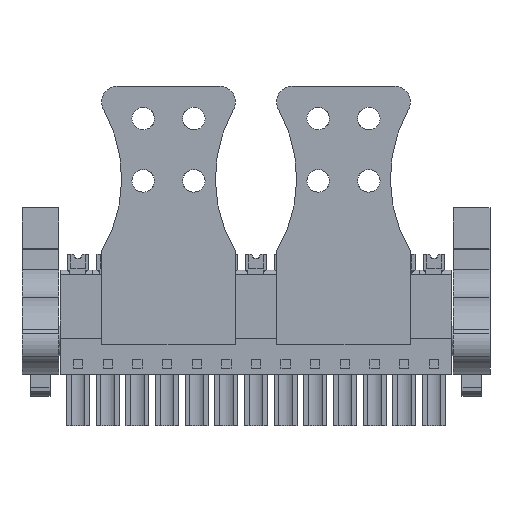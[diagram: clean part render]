
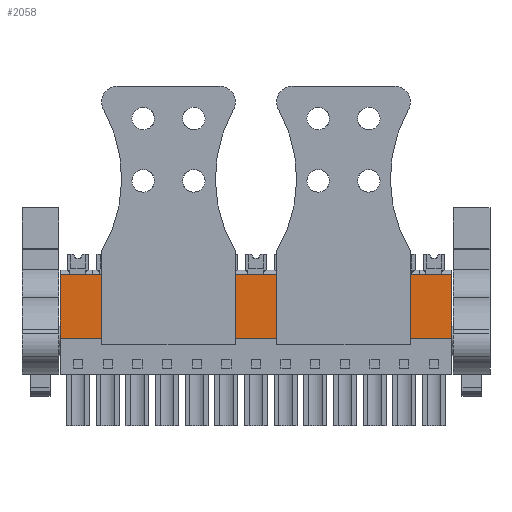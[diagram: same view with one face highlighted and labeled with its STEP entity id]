
A CAD part, front view. The second image highlights one B-rep face of the part: STEP entity #2058.
In plain terms, the highlighted planar face has unit normal (0, -1, 0).
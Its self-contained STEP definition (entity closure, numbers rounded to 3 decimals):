
#2038=AXIS2_PLACEMENT_3D('Plane Axis2P3D',#2035,#2036,#2037) ;
#77=CARTESIAN_POINT('Vertex',(4.9,2.029,11.25)) ;
#80=CARTESIAN_POINT('Line Origine',(4.9,2.029,15.325)) ;
#84=CARTESIAN_POINT('Vertex',(4.9,2.029,19.4)) ;
#2020=CARTESIAN_POINT('Vertex',(55.22,2.029,11.25)) ;
#2023=CARTESIAN_POINT('Line Origine',(30.06,2.029,11.25)) ;
#2035=CARTESIAN_POINT('Axis2P3D Location',(23.85,2.029,19.4)) ;
#2040=CARTESIAN_POINT('Line Origine',(55.22,2.029,15.325)) ;
#2044=CARTESIAN_POINT('Vertex',(55.22,2.029,19.4)) ;
#2047=CARTESIAN_POINT('Line Origine',(30.06,2.029,19.4)) ;
#81=DIRECTION('Vector Direction',(0.,0.,1.)) ;
#2024=DIRECTION('Vector Direction',(1.,0.,0.)) ;
#2036=DIRECTION('Axis2P3D Direction',(0.,-1.,0.)) ;
#2037=DIRECTION('Axis2P3D XDirection',(0.,0.,-1.)) ;
#2041=DIRECTION('Vector Direction',(0.,0.,-1.)) ;
#2048=DIRECTION('Vector Direction',(1.,0.,0.)) ;
#82=VECTOR('Line Direction',#81,1.) ;
#2025=VECTOR('Line Direction',#2024,1.) ;
#2042=VECTOR('Line Direction',#2041,1.) ;
#2049=VECTOR('Line Direction',#2048,1.) ;
#2053=ORIENTED_EDGE('',*,*,#2027,.T.) ;
#2054=ORIENTED_EDGE('',*,*,#2046,.F.) ;
#2055=ORIENTED_EDGE('',*,*,#2051,.F.) ;
#2056=ORIENTED_EDGE('',*,*,#86,.F.) ;
#2058=ADVANCED_FACE('HOUSING',(#2057),#2039,.T.) ;
#86=EDGE_CURVE('',#78,#85,#83,.T.) ;
#2027=EDGE_CURVE('',#78,#2021,#2026,.T.) ;
#2046=EDGE_CURVE('',#2045,#2021,#2043,.T.) ;
#2051=EDGE_CURVE('',#85,#2045,#2050,.T.) ;
#2052=EDGE_LOOP('',(#2053,#2054,#2055,#2056)) ;
#2057=FACE_OUTER_BOUND('',#2052,.T.) ;
#83=LINE('Line',#80,#82) ;
#2026=LINE('Line',#2023,#2025) ;
#2043=LINE('Line',#2040,#2042) ;
#2050=LINE('Line',#2047,#2049) ;
#2039=PLANE('',#2038) ;
#78=VERTEX_POINT('',#77) ;
#85=VERTEX_POINT('',#84) ;
#2021=VERTEX_POINT('',#2020) ;
#2045=VERTEX_POINT('',#2044) ;
